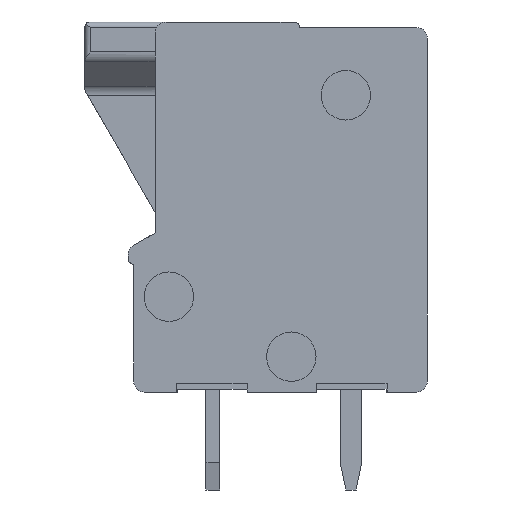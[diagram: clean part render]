
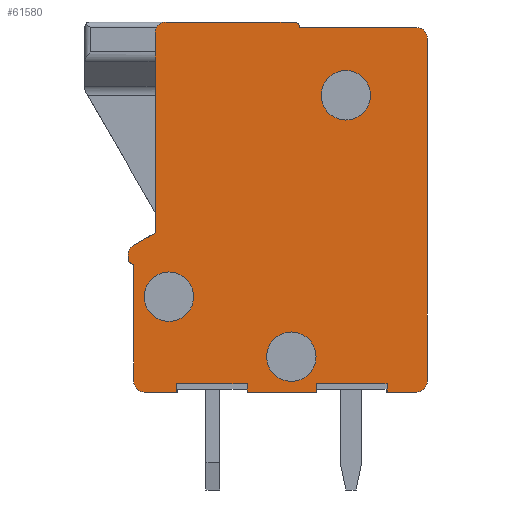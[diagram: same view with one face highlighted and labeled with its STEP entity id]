
A CAD part, left-side view. The second image highlights one B-rep face of the part: STEP entity #61580.
In plain terms, the highlighted face is planar.
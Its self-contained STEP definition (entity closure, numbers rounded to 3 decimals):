
#52290=CARTESIAN_POINT('',(52.742,53.603,-2.54));
#52300=VERTEX_POINT('',#52290);
#52350=CARTESIAN_POINT('',(52.742,55.038,-2.54));
#52360=DIRECTION('',(0.,-1.,0.));
#52370=VECTOR('',#52360,1.);
#52380=LINE('',#52350,#52370);
#52390=CARTESIAN_POINT('',(52.742,58.303,-2.54));
#52400=VERTEX_POINT('',#52390);
#52410=EDGE_CURVE('',#52400,#52300,#52380,.T.);
#57810=CARTESIAN_POINT('',(66.042,55.328,-2.54));
#57820=VERTEX_POINT('',#57810);
#57850=CARTESIAN_POINT('',(58.856,55.328,-2.54));
#57860=DIRECTION('',(-1.,0.,0.));
#57870=VECTOR('',#57860,1.);
#57880=LINE('',#57850,#57870);
#57890=CARTESIAN_POINT('',(66.342,55.328,-2.54));
#57900=VERTEX_POINT('',#57890);
#57910=EDGE_CURVE('',#57900,#57820,#57880,.T.);
#58700=CARTESIAN_POINT('',(66.342,55.038,-2.54));
#58710=DIRECTION('',(0.,-1.,0.));
#58720=VECTOR('',#58710,1.);
#58730=LINE('',#58700,#58720);
#58740=CARTESIAN_POINT('',(66.342,52.788,-2.54));
#58750=VERTEX_POINT('',#58740);
#58760=EDGE_CURVE('',#57900,#58750,#58730,.T.);
#59400=CARTESIAN_POINT('',(58.685,54.788,-2.54));
#59410=DIRECTION('',(0.,0.,-1.));
#59420=DIRECTION('',(-1.,0.,0.));
#59430=AXIS2_PLACEMENT_3D('',#59400,#59410,#59420);
#59440=PLANE('',#59430);
#59450=CARTESIAN_POINT('',(58.856,52.788,-2.54));
#59460=DIRECTION('',(-1.,0.,0.));
#59470=VECTOR('',#59460,1.);
#59480=LINE('',#59450,#59470);
#59490=CARTESIAN_POINT('',(66.042,52.788,-2.54));
#59500=VERTEX_POINT('',#59490);
#59510=EDGE_CURVE('',#58750,#59500,#59480,.T.);
#59520=ORIENTED_EDGE('',*,*,#59510,.T.);
#59530=ORIENTED_EDGE('',*,*,#58760,.T.);
#59540=ORIENTED_EDGE('',*,*,#57910,.F.);
#59550=CARTESIAN_POINT('',(66.042,55.038,-2.54));
#59560=DIRECTION('',(0.,1.,0.));
#59570=VECTOR('',#59560,1.);
#59580=LINE('',#59550,#59570);
#59590=CARTESIAN_POINT('',(66.042,57.928,-2.54));
#59600=VERTEX_POINT('',#59590);
#59610=EDGE_CURVE('',#57820,#59600,#59580,.T.);
#59620=ORIENTED_EDGE('',*,*,#59610,.F.);
#59630=CARTESIAN_POINT('',(58.856,57.928,-2.54));
#59640=DIRECTION('',(-1.,0.,0.));
#59650=VECTOR('',#59640,1.);
#59660=LINE('',#59630,#59650);
#59670=CARTESIAN_POINT('',(66.342,57.928,-2.54));
#59680=VERTEX_POINT('',#59670);
#59690=EDGE_CURVE('',#59680,#59600,#59660,.T.);
#59700=ORIENTED_EDGE('',*,*,#59690,.T.);
#59710=CARTESIAN_POINT('',(66.342,55.038,-2.54));
#59720=DIRECTION('',(0.,-1.,0.));
#59730=VECTOR('',#59720,1.);
#59740=LINE('',#59710,#59730);
#59750=CARTESIAN_POINT('',(66.342,59.103,-2.54));
#59760=VERTEX_POINT('',#59750);
#59770=EDGE_CURVE('',#59760,#59680,#59740,.T.);
#59780=ORIENTED_EDGE('',*,*,#59770,.T.);
#59790=CARTESIAN_POINT('',(65.942,59.103,-2.54));
#59800=DIRECTION('',(0.,0.,-1.));
#59810=DIRECTION('',(-1.,0.,0.));
#59820=AXIS2_PLACEMENT_3D('',#59790,#59800,#59810);
#59830=CIRCLE('',#59820,0.4);
#59840=CARTESIAN_POINT('',(65.942,59.503,-2.54));
#59850=VERTEX_POINT('',#59840);
#59860=EDGE_CURVE('',#59850,#59760,#59830,.T.);
#59870=ORIENTED_EDGE('',*,*,#59860,.T.);
#59880=CARTESIAN_POINT('',(58.856,59.503,-2.54));
#59890=DIRECTION('',(-1.,0.,0.));
#59900=VECTOR('',#59890,1.);
#59910=LINE('',#59880,#59900);
#59920=CARTESIAN_POINT('',(61.642,59.503,-2.54));
#59930=VERTEX_POINT('',#59920);
#59940=EDGE_CURVE('',#59850,#59930,#59910,.T.);
#59950=ORIENTED_EDGE('',*,*,#59940,.F.);
#59960=CARTESIAN_POINT('',(61.442,59.503,-2.54));
#59970=DIRECTION('',(0.,0.,1.));
#59980=DIRECTION('',(1.,0.,0.));
#59990=AXIS2_PLACEMENT_3D('',#59960,#59970,#59980);
#60000=CIRCLE('',#59990,0.2);
#60010=CARTESIAN_POINT('',(61.442,59.703,-2.54));
#60020=VERTEX_POINT('',#60010);
#60030=EDGE_CURVE('',#59930,#60020,#60000,.T.);
#60040=ORIENTED_EDGE('',*,*,#60030,.F.);
#60050=CARTESIAN_POINT('',(58.856,59.703,-2.54));
#60060=DIRECTION('',(-1.,0.,0.));
#60070=VECTOR('',#60060,1.);
#60080=LINE('',#60050,#60070);
#60090=CARTESIAN_POINT('',(61.3,59.703,-2.54));
#60100=VERTEX_POINT('',#60090);
#60110=EDGE_CURVE('',#60020,#60100,#60080,.T.);
#60120=ORIENTED_EDGE('',*,*,#60110,.F.);
#60130=CARTESIAN_POINT('',(61.3,59.303,-2.54));
#60140=DIRECTION('',(0.,0.,1.));
#60150=DIRECTION('',(1.,0.,0.));
#60160=AXIS2_PLACEMENT_3D('',#60130,#60140,#60150);
#60170=CIRCLE('',#60160,0.4);
#60180=CARTESIAN_POINT('',(60.953,59.503,-2.54));
#60190=VERTEX_POINT('',#60180);
#60200=EDGE_CURVE('',#60100,#60190,#60170,.T.);
#60210=ORIENTED_EDGE('',*,*,#60200,.F.);
#60220=CARTESIAN_POINT('',(58.375,55.038,-2.54));
#60230=DIRECTION('',(-0.5,-0.866,0.));
#60240=VECTOR('',#60230,1.);
#60250=LINE('',#60220,#60240);
#60260=CARTESIAN_POINT('',(60.492,58.703,-2.54));
#60270=VERTEX_POINT('',#60260);
#60280=EDGE_CURVE('',#60190,#60270,#60250,.T.);
#60290=ORIENTED_EDGE('',*,*,#60280,.F.);
#60300=CARTESIAN_POINT('',(58.856,58.703,-2.54));
#60310=DIRECTION('',(1.,0.,0.));
#60320=VECTOR('',#60310,1.);
#60330=LINE('',#60300,#60320);
#60340=CARTESIAN_POINT('',(53.142,58.703,-2.54));
#60350=VERTEX_POINT('',#60340);
#60360=EDGE_CURVE('',#60350,#60270,#60330,.T.);
#60370=ORIENTED_EDGE('',*,*,#60360,.T.);
#60380=CARTESIAN_POINT('',(53.142,58.303,-2.54));
#60390=DIRECTION('',(0.,0.,1.));
#60400=DIRECTION('',(1.,0.,0.));
#60410=AXIS2_PLACEMENT_3D('',#60380,#60390,#60400);
#60420=CIRCLE('',#60410,0.4);
#60430=EDGE_CURVE('',#60350,#52400,#60420,.T.);
#60440=ORIENTED_EDGE('',*,*,#60430,.F.);
#60450=ORIENTED_EDGE('',*,*,#52410,.F.);
#60460=CARTESIAN_POINT('',(52.942,53.603,-2.54));
#60470=DIRECTION('',(0.,0.,1.));
#60480=DIRECTION('',(1.,0.,0.));
#60490=AXIS2_PLACEMENT_3D('',#60460,#60470,#60480);
#60500=CIRCLE('',#60490,0.2);
#60510=CARTESIAN_POINT('',(52.942,53.403,-2.54));
#60520=VERTEX_POINT('',#60510);
#60530=EDGE_CURVE('',#52300,#60520,#60500,.T.);
#60540=ORIENTED_EDGE('',*,*,#60530,.F.);
#60550=CARTESIAN_POINT('',(52.942,55.038,-2.54));
#60560=DIRECTION('',(0.,1.,0.));
#60570=VECTOR('',#60560,1.);
#60580=LINE('',#60550,#60570);
#60590=CARTESIAN_POINT('',(52.942,49.103,-2.54));
#60600=VERTEX_POINT('',#60590);
#60610=EDGE_CURVE('',#60600,#60520,#60580,.T.);
#60620=ORIENTED_EDGE('',*,*,#60610,.T.);
#60630=CARTESIAN_POINT('',(53.342,49.103,-2.54));
#60640=DIRECTION('',(0.,0.,1.));
#60650=DIRECTION('',(1.,0.,0.));
#60660=AXIS2_PLACEMENT_3D('',#60630,#60640,#60650);
#60670=CIRCLE('',#60660,0.4);
#60680=CARTESIAN_POINT('',(53.342,48.703,-2.54));
#60690=VERTEX_POINT('',#60680);
#60700=EDGE_CURVE('',#60600,#60690,#60670,.T.);
#60710=ORIENTED_EDGE('',*,*,#60700,.F.);
#60720=CARTESIAN_POINT('',(58.856,48.703,-2.54));
#60730=DIRECTION('',(-1.,0.,0.));
#60740=VECTOR('',#60730,1.);
#60750=LINE('',#60720,#60740);
#60760=CARTESIAN_POINT('',(65.942,48.703,-2.54));
#60770=VERTEX_POINT('',#60760);
#60780=EDGE_CURVE('',#60770,#60690,#60750,.T.);
#60790=ORIENTED_EDGE('',*,*,#60780,.T.);
#60800=CARTESIAN_POINT('',(65.942,49.103,-2.54));
#60810=DIRECTION('',(0.,0.,1.));
#60820=DIRECTION('',(1.,0.,0.));
#60830=AXIS2_PLACEMENT_3D('',#60800,#60810,#60820);
#60840=CIRCLE('',#60830,0.4);
#60850=CARTESIAN_POINT('',(66.342,49.103,-2.54));
#60860=VERTEX_POINT('',#60850);
#60870=EDGE_CURVE('',#60770,#60860,#60840,.T.);
#60880=ORIENTED_EDGE('',*,*,#60870,.F.);
#60890=CARTESIAN_POINT('',(66.342,55.038,-2.54));
#60900=DIRECTION('',(0.,-1.,0.));
#60910=VECTOR('',#60900,1.);
#60920=LINE('',#60890,#60910);
#60930=CARTESIAN_POINT('',(66.342,50.188,-2.54));
#60940=VERTEX_POINT('',#60930);
#60950=EDGE_CURVE('',#60940,#60860,#60920,.T.);
#60960=ORIENTED_EDGE('',*,*,#60950,.T.);
#60970=CARTESIAN_POINT('',(58.856,50.188,-2.54));
#60980=DIRECTION('',(-1.,0.,0.));
#60990=VECTOR('',#60980,1.);
#61000=LINE('',#60970,#60990);
#61010=CARTESIAN_POINT('',(66.042,50.188,-2.54));
#61020=VERTEX_POINT('',#61010);
#61030=EDGE_CURVE('',#60940,#61020,#61000,.T.);
#61040=ORIENTED_EDGE('',*,*,#61030,.F.);
#61050=CARTESIAN_POINT('',(66.042,55.038,-2.54));
#61060=DIRECTION('',(0.,1.,0.));
#61070=VECTOR('',#61060,1.);
#61080=LINE('',#61050,#61070);
#61090=EDGE_CURVE('',#61020,#59500,#61080,.T.);
#61100=ORIENTED_EDGE('',*,*,#61090,.F.);
#61110=EDGE_LOOP('',(#61100,#61040,#60960,#60880,#60790,#60710,#60620,
#60540,#60450,#60440,#60370,#60290,#60210,#60120,#60040,#59950,#59870,
#59780,#59700,#59620,#59540,#59530,#59520));
#61120=FACE_OUTER_BOUND('',#61110,.T.);
#61130=CARTESIAN_POINT('',(65.042,53.703,-2.54));
#61140=DIRECTION('',(0.,0.,-1.));
#61150=DIRECTION('',(-1.,0.,0.));
#61160=AXIS2_PLACEMENT_3D('',#61130,#61140,#61150);
#61170=CIRCLE('',#61160,0.907);
#61180=CARTESIAN_POINT('',(64.134,53.703,-2.54));
#61190=VERTEX_POINT('',#61180);
#61200=CARTESIAN_POINT('',(65.949,53.703,-2.54));
#61210=VERTEX_POINT('',#61200);
#61220=EDGE_CURVE('',#61190,#61210,#61170,.T.);
#61230=ORIENTED_EDGE('',*,*,#61220,.F.);
#61240=EDGE_CURVE('',#61210,#61190,#61170,.T.);
#61250=ORIENTED_EDGE('',*,*,#61240,.F.);
#61260=EDGE_LOOP('',(#61250,#61230));
#61270=FACE_BOUND('',#61260,.T.);
#61280=CARTESIAN_POINT('',(62.836,58.203,-2.54));
#61290=DIRECTION('',(0.,0.,-1.));
#61300=DIRECTION('',(-1.,0.,0.));
#61310=AXIS2_PLACEMENT_3D('',#61280,#61290,#61300);
#61320=CIRCLE('',#61310,0.907);
#61330=CARTESIAN_POINT('',(61.928,58.203,-2.54));
#61340=VERTEX_POINT('',#61330);
#61350=CARTESIAN_POINT('',(63.743,58.203,-2.54));
#61360=VERTEX_POINT('',#61350);
#61370=EDGE_CURVE('',#61340,#61360,#61320,.T.);
#61380=ORIENTED_EDGE('',*,*,#61370,.F.);
#61390=EDGE_CURVE('',#61360,#61340,#61320,.T.);
#61400=ORIENTED_EDGE('',*,*,#61390,.F.);
#61410=EDGE_LOOP('',(#61400,#61380));
#61420=FACE_BOUND('',#61410,.T.);
#61430=CARTESIAN_POINT('',(55.436,51.703,-2.54));
#61440=DIRECTION('',(0.,0.,-1.));
#61450=DIRECTION('',(-1.,0.,0.));
#61460=AXIS2_PLACEMENT_3D('',#61430,#61440,#61450);
#61470=CIRCLE('',#61460,0.907);
#61480=CARTESIAN_POINT('',(54.528,51.703,-2.54));
#61490=VERTEX_POINT('',#61480);
#61500=CARTESIAN_POINT('',(56.343,51.703,-2.54));
#61510=VERTEX_POINT('',#61500);
#61520=EDGE_CURVE('',#61490,#61510,#61470,.T.);
#61530=ORIENTED_EDGE('',*,*,#61520,.F.);
#61540=EDGE_CURVE('',#61510,#61490,#61470,.T.);
#61550=ORIENTED_EDGE('',*,*,#61540,.F.);
#61560=EDGE_LOOP('',(#61550,#61530));
#61570=FACE_BOUND('',#61560,.T.);
#61580=ADVANCED_FACE('',(#61120,#61270,#61420,#61570),#59440,.T.);
